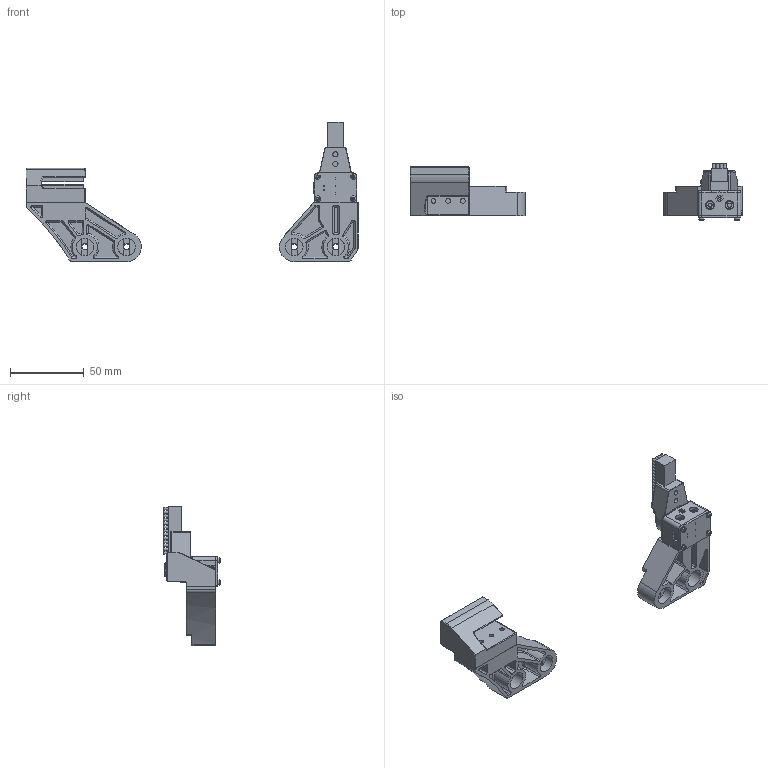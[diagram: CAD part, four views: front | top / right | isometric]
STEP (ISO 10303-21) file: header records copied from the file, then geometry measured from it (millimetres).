
FILE_DESCRIPTION(/* description */ (''),/* implementation_level */ '2;1');
FILE_NAME(/* name */ 'Ender_SW v40.step',/* time_stamp */ '2022-07-12T21:40:23-04:00',/* author */ (''),/* organization */ (''),/* preprocessor_version */ 'ST-DEVELOPER v19',/* originating_system */ 'Autodesk Translation Framework v11.7.0.108',/* authorisation */ '');
FILE_SCHEMA (('AUTOMOTIVE_DESIGN { 1 0 10303 214 3 1 1 }'));
Length unit declared in the file: millimetre
Products named in the file (19): Ender_SW; Mount_SW_Z; EndstopHousingVoronLogo; PCB (1); Omron_D2F_F; JST 2 pin; Hardware (1); M3x20 SHCS; 5x7x8 Sleeve Bearing; 5x20 sex-bolt; M4x6 SHCS; M2x10 self tapping; SW_Dock; CleanDock; 1; 2; 3; silly_brush v8; Silly_snap-on
Assembly tree (23 placements, depth 4):
  Ender_SW
    Mount_SW_Z
    EndstopHousingVoronLogo
      PCB (1)
        Omron_D2F_F
        JST 2 pin
      Hardware (1)
        M3x20 SHCS  x2
        5x7x8 Sleeve Bearing  x2
        5x20 sex-bolt
        M4x6 SHCS
        M2x10 self tapping  x4
    SW_Dock
      CleanDock
        1
        2
        3
    silly_brush v8
    Silly_snap-on
Bounding box: 224.93 x 38.2 x 94.39 mm (x, y, z)
Volume: 74816.2 mm3; surface area: 47893.7 mm2
Topology: 23 solids, 24 shells, 1329 faces, 3234 edges, 2000 vertices
Faces by surface type: plane 655, cylinder 413, cone 126, bspline 111, torus 16, sphere 8
Full cylindrical faces by diameter (mm): 1.28 x32, 1.6 x2, 1.7 x6, 2 x53, 2.2 x28, 3 x2, 3.1 x6, 3.4 x2, 3.5 x3, 3.75 x4, 3.9 x1, 4.05 x4, 4.7 x5, 5 x3, 5.5 x2, 6 x2, 6.2 x1, 6.8 x1, 7 x2, 7.2 x1, 8 x1, 9.25 x1, 12 x4, 15 x1
Entity records: 35860 total; most frequent: CARTESIAN_POINT 9304, DIRECTION 5456, ORIENTED_EDGE 5230, EDGE_CURVE 2615, AXIS2_PLACEMENT_3D 1873, LINE 1710, VECTOR 1710, VERTEX_POINT 1631
